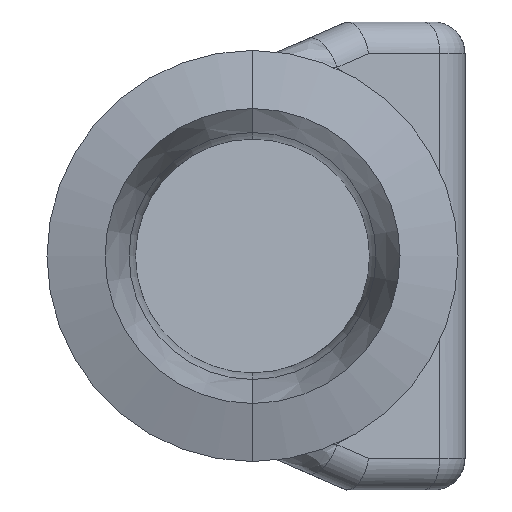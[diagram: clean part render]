
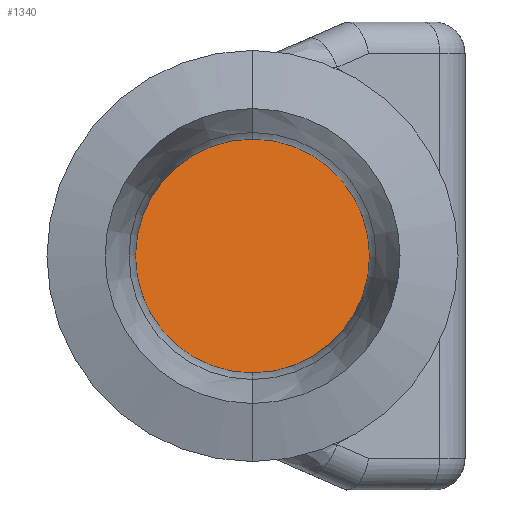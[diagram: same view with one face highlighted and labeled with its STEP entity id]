
A CAD part, left-side view. The second image highlights one B-rep face of the part: STEP entity #1340.
In plain terms, the highlighted planar face has unit normal (-0.866, -0.5, 0).
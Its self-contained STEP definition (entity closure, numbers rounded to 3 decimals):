
#62 = EDGE_LOOP ( 'NONE', ( #661, #381 ) ) ;
#129 = AXIS2_PLACEMENT_3D ( 'NONE', #352, #205, #611 ) ;
#141 =( BOUNDED_CURVE ( )  B_SPLINE_CURVE ( 3, ( #1168, #417, #857, #1213 ),
 .UNSPECIFIED., .F., .F. ) 
 B_SPLINE_CURVE_WITH_KNOTS ( ( 4, 4 ),
 ( 1.571, 4.712 ),
 .UNSPECIFIED. ) 
 CURVE ( )  GEOMETRIC_REPRESENTATION_ITEM ( )  RATIONAL_B_SPLINE_CURVE ( ( 1., 0.333, 0.333, 1. ) ) 
 REPRESENTATION_ITEM ( '' )  );
#205 = DIRECTION ( 'NONE',  ( -0.866, -0.5, 0. ) ) ;
#327 = CARTESIAN_POINT ( 'NONE',  ( 114.527, 0., -9.25 ) ) ;
#352 = CARTESIAN_POINT ( 'NONE',  ( 123.36, -15.3, -56.585 ) ) ;
#381 = ORIENTED_EDGE ( 'NONE', *, *, #824, .T. ) ;
#417 = CARTESIAN_POINT ( 'NONE',  ( 125.208, -18.5, -9.25 ) ) ;
#607 = CARTESIAN_POINT ( 'NONE',  ( 103.846, 18.5, 9.25 ) ) ;
#611 = DIRECTION ( 'NONE',  ( 0.5, -0.866, 0. ) ) ;
#661 = ORIENTED_EDGE ( 'NONE', *, *, #1504, .T. ) ;
#667 = CARTESIAN_POINT ( 'NONE',  ( 114.527, 0., -9.25 ) ) ;
#763 = CARTESIAN_POINT ( 'NONE',  ( 114.527, 0., 9.25 ) ) ;
#824 = EDGE_CURVE ( 'NONE', #920, #1530, #141, .T. ) ;
#857 = CARTESIAN_POINT ( 'NONE',  ( 125.208, -18.5, 9.25 ) ) ;
#920 = VERTEX_POINT ( 'NONE', #667 ) ;
#1104 = FACE_OUTER_BOUND ( 'NONE', #62, .T. ) ;
#1168 = CARTESIAN_POINT ( 'NONE',  ( 114.527, 0., -9.25 ) ) ;
#1213 = CARTESIAN_POINT ( 'NONE',  ( 114.527, 0., 9.25 ) ) ;
#1340 = ADVANCED_FACE ( 'NONE', ( #1104 ), #1700, .T. ) ;
#1371 = CARTESIAN_POINT ( 'NONE',  ( 114.527, 0., 9.25 ) ) ;
#1504 = EDGE_CURVE ( 'NONE', #1530, #920, #1888, .T. ) ;
#1530 = VERTEX_POINT ( 'NONE', #1371 ) ;
#1652 = CARTESIAN_POINT ( 'NONE',  ( 103.846, 18.5, -9.25 ) ) ;
#1700 = PLANE ( 'NONE',  #129 ) ;
#1888 =( BOUNDED_CURVE ( )  B_SPLINE_CURVE ( 3, ( #763, #607, #1652, #327 ),
 .UNSPECIFIED., .F., .T. ) 
 B_SPLINE_CURVE_WITH_KNOTS ( ( 4, 4 ),
 ( 4.712, 7.854 ),
 .UNSPECIFIED. ) 
 CURVE ( )  GEOMETRIC_REPRESENTATION_ITEM ( )  RATIONAL_B_SPLINE_CURVE ( ( 1., 0.333, 0.333, 1. ) ) 
 REPRESENTATION_ITEM ( '' )  );
